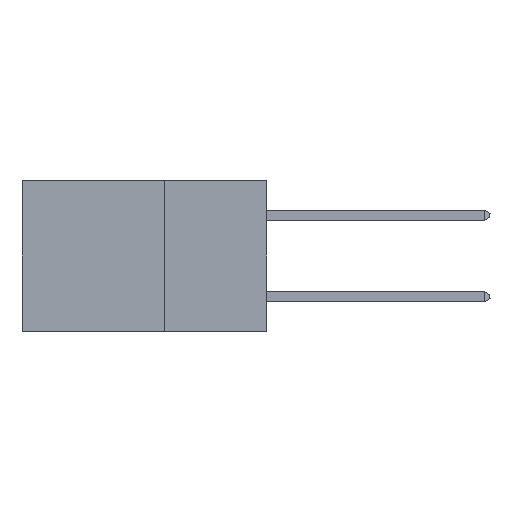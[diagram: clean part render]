
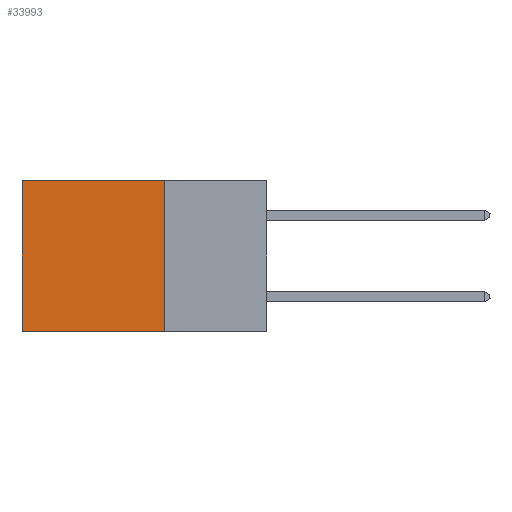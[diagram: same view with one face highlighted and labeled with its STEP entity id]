
A CAD part, left-side view. The second image highlights one B-rep face of the part: STEP entity #33993.
In plain terms, the highlighted planar face has unit normal (-1, 0, 0).
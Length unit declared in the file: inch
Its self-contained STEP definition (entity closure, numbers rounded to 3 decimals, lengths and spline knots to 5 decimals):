
#362 = CARTESIAN_POINT ( 'NONE',  ( 0.2875, 0.25, 0. ) ) ;
#819 = AXIS2_PLACEMENT_3D ( 'NONE', #18352, #43630, #4074 ) ;
#1373 = LINE ( 'NONE', #16443, #14254 ) ;
#3164 = ORIENTED_EDGE ( 'NONE', *, *, #19242, .T. ) ;
#4074 = DIRECTION ( 'NONE',  ( 0., 0., -1. ) ) ;
#5662 = VERTEX_POINT ( 'NONE', #21633 ) ;
#6031 = DIRECTION ( 'NONE',  ( 0., 1., 0. ) ) ;
#7365 = PLANE ( 'NONE',  #819 ) ;
#8942 = CARTESIAN_POINT ( 'NONE',  ( 0.2875, 0.25, 0. ) ) ;
#12029 = ORIENTED_EDGE ( 'NONE', *, *, #32981, .F. ) ;
#13248 = ORIENTED_EDGE ( 'NONE', *, *, #19957, .T. ) ;
#13736 = VERTEX_POINT ( 'NONE', #362 ) ;
#14254 = VECTOR ( 'NONE', #30814, 39.37008 ) ;
#14384 = VERTEX_POINT ( 'NONE', #33453 ) ;
#14743 = LINE ( 'NONE', #27421, #43012 ) ;
#15107 = VECTOR ( 'NONE', #27284, 39.37008 ) ;
#15984 = DIRECTION ( 'NONE',  ( 0., 1., 0. ) ) ;
#16443 = CARTESIAN_POINT ( 'NONE',  ( 0.2875, 0.6, 0. ) ) ;
#18352 = CARTESIAN_POINT ( 'NONE',  ( 0.2875, 0.25, 0. ) ) ;
#19242 = EDGE_CURVE ( 'NONE', #5662, #19819, #1373, .T. ) ;
#19819 = VERTEX_POINT ( 'NONE', #27264 ) ;
#19957 = EDGE_CURVE ( 'NONE', #13736, #5662, #14743, .T. ) ;
#21633 = CARTESIAN_POINT ( 'NONE',  ( 0.2875, 0.6, 0. ) ) ;
#22025 = VECTOR ( 'NONE', #15984, 39.37008 ) ;
#27264 = CARTESIAN_POINT ( 'NONE',  ( 0.2875, 0.6, -0.37 ) ) ;
#27284 = DIRECTION ( 'NONE',  ( 0., 0., -1. ) ) ;
#27421 = CARTESIAN_POINT ( 'NONE',  ( 0.2875, 0.25, 0. ) ) ;
#30814 = DIRECTION ( 'NONE',  ( 0., 0., -1. ) ) ;
#32981 = EDGE_CURVE ( 'NONE', #14384, #19819, #40664, .T. ) ;
#33453 = CARTESIAN_POINT ( 'NONE',  ( 0.2875, 0.25, -0.37 ) ) ;
#33993 = ADVANCED_FACE ( 'NONE', ( #42559 ), #7365, .F. ) ;
#35457 = LINE ( 'NONE', #8942, #15107 ) ;
#38131 = EDGE_CURVE ( 'NONE', #13736, #14384, #35457, .T. ) ;
#40664 = LINE ( 'NONE', #44738, #22025 ) ;
#41748 = EDGE_LOOP ( 'NONE', ( #3164, #12029, #46052, #13248 ) ) ;
#42559 = FACE_OUTER_BOUND ( 'NONE', #41748, .T. ) ;
#43012 = VECTOR ( 'NONE', #6031, 39.37008 ) ;
#43630 = DIRECTION ( 'NONE',  ( 1., 0., 0. ) ) ;
#44738 = CARTESIAN_POINT ( 'NONE',  ( 0.2875, 0.25, -0.37 ) ) ;
#46052 = ORIENTED_EDGE ( 'NONE', *, *, #38131, .F. ) ;
